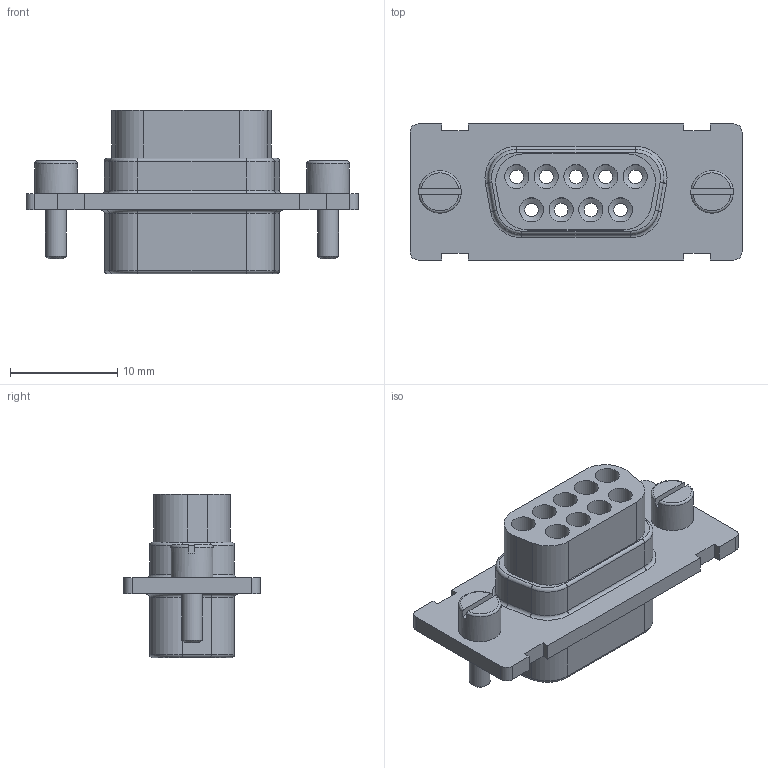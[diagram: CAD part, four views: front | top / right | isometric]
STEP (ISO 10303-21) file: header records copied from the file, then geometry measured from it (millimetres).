
FILE_DESCRIPTION(/* description */ ('Alibre Inc.'),/* implementation_level */ '2;1');
FILE_NAME(/* name */ 'export0',/* time_stamp */ '2009-08-03T16:13:23-07:00',/* author */ (''),/* organization */ (''),/* preprocessor_version */ 'ST-DEVELOPER v10',/* originating_system */ 'Alibre',/* authorisation */ '');
FILE_SCHEMA (('CONFIG_CONTROL_DESIGN'));
Length unit declared in the file: centimetre
Products named in the file (1): ID_1
Bounding box: 30.99 x 12.7 x 15.24 mm (x, y, z)
Volume: 1719.8 mm3; surface area: 2532.6 mm2
Topology: 1 solids, 1 shells, 147 faces, 347 edges, 211 vertices
Faces by surface type: cylinder 56, plane 51, cone 20, torus 20
Full cylindrical faces by diameter (mm): 1.27 x9, 1.951 x2, 2.261 x9, 3.048 x2, 3.962 x2
Entity records: 4070 total; most frequent: CARTESIAN_POINT 809, DIRECTION 633, ORIENTED_EDGE 602, EDGE_CURVE 301, AXIS2_PLACEMENT_3D 280, EDGE_LOOP 218, FACE_BOUND 218, VERTEX_POINT 209
